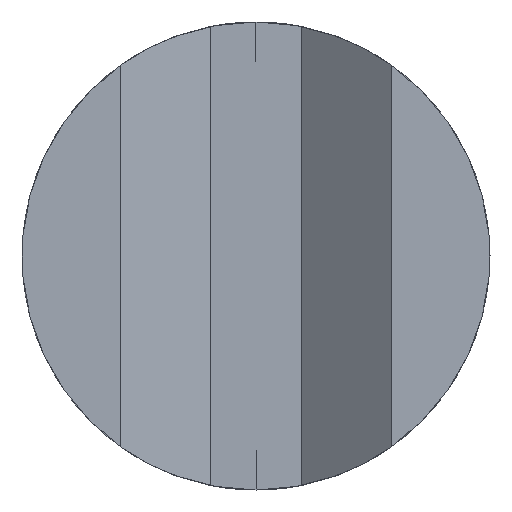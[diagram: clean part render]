
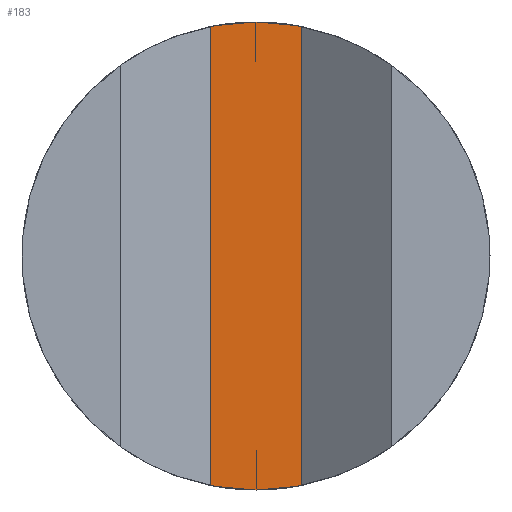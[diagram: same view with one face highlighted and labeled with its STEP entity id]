
A CAD part, left-side view. The second image highlights one B-rep face of the part: STEP entity #183.
In plain terms, the highlighted planar face has unit normal (-1, 0, 0).
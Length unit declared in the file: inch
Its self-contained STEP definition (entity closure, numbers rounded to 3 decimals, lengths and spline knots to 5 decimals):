
#23 = CARTESIAN_POINT ( 'NONE',  ( -0.26, 0.006, 0.03052 ) ) ;
#28 = DIRECTION ( 'NONE',  ( 0., 0., -1. ) ) ;
#49 = EDGE_CURVE ( 'NONE', #146, #363, #519, .T. ) ;
#70 = EDGE_CURVE ( 'NONE', #363, #1077, #1076, .T. ) ;
#79 = ORIENTED_EDGE ( 'NONE', *, *, #134, .F. ) ;
#96 = CARTESIAN_POINT ( 'NONE',  ( -0.26, 0., 0.0311 ) ) ;
#112 = ORIENTED_EDGE ( 'NONE', *, *, #1193, .F. ) ;
#134 = EDGE_CURVE ( 'NONE', #1077, #325, #140, .T. ) ;
#140 = LINE ( 'NONE', #689, #1092 ) ;
#144 = AXIS2_PLACEMENT_3D ( 'NONE', #558, #251, #903 ) ;
#146 = VERTEX_POINT ( 'NONE', #23 ) ;
#169 = CARTESIAN_POINT ( 'NONE',  ( -0.26, 0., 0. ) ) ;
#183 = ADVANCED_FACE ( 'NONE', ( #1194 ), #948, .T. ) ;
#212 = ORIENTED_EDGE ( 'NONE', *, *, #70, .F. ) ;
#231 = CARTESIAN_POINT ( 'NONE',  ( -0.26, 0.006, -0.03052 ) ) ;
#247 = DIRECTION ( 'NONE',  ( 0., 0., -1. ) ) ;
#251 = DIRECTION ( 'NONE',  ( 1., 0., 0. ) ) ;
#260 = DIRECTION ( 'NONE',  ( 0., 0., 1. ) ) ;
#298 = DIRECTION ( 'NONE',  ( 0., 0., 1. ) ) ;
#325 = VERTEX_POINT ( 'NONE', #930 ) ;
#334 = DIRECTION ( 'NONE',  ( 1., 0., 0. ) ) ;
#337 = AXIS2_PLACEMENT_3D ( 'NONE', #1030, #398, #298 ) ;
#348 = CARTESIAN_POINT ( 'NONE',  ( -0.26, 0., 0. ) ) ;
#357 = ORIENTED_EDGE ( 'NONE', *, *, #1124, .T. ) ;
#363 = VERTEX_POINT ( 'NONE', #96 ) ;
#398 = DIRECTION ( 'NONE',  ( -1., 0., 0. ) ) ;
#402 = VERTEX_POINT ( 'NONE', #676 ) ;
#500 = VECTOR ( 'NONE', #247, 39.37008 ) ;
#519 = CIRCLE ( 'NONE', #858, 0.0311 ) ;
#558 = CARTESIAN_POINT ( 'NONE',  ( -0.26, 0., 0. ) ) ;
#561 = EDGE_LOOP ( 'NONE', ( #1159, #79, #212, #655, #357, #112 ) ) ;
#655 = ORIENTED_EDGE ( 'NONE', *, *, #49, .F. ) ;
#676 = CARTESIAN_POINT ( 'NONE',  ( -0.26, 0., -0.0311 ) ) ;
#689 = CARTESIAN_POINT ( 'NONE',  ( -0.26, -0.006, 0.73427 ) ) ;
#739 = EDGE_CURVE ( 'NONE', #325, #402, #748, .T. ) ;
#746 = AXIS2_PLACEMENT_3D ( 'NONE', #878, #334, #966 ) ;
#748 = CIRCLE ( 'NONE', #746, 0.0311 ) ;
#763 = VERTEX_POINT ( 'NONE', #231 ) ;
#776 = AXIS2_PLACEMENT_3D ( 'NONE', #169, #809, #260 ) ;
#809 = DIRECTION ( 'NONE',  ( 1., 0., 0. ) ) ;
#858 = AXIS2_PLACEMENT_3D ( 'NONE', #348, #1073, #1168 ) ;
#878 = CARTESIAN_POINT ( 'NONE',  ( -0.26, 0., 0. ) ) ;
#890 = CARTESIAN_POINT ( 'NONE',  ( -0.26, 0.006, 0.73427 ) ) ;
#903 = DIRECTION ( 'NONE',  ( 0., 0., 1. ) ) ;
#930 = CARTESIAN_POINT ( 'NONE',  ( -0.26, -0.006, -0.03052 ) ) ;
#948 = PLANE ( 'NONE',  #337 ) ;
#952 = LINE ( 'NONE', #890, #500 ) ;
#966 = DIRECTION ( 'NONE',  ( 0., 0., 1. ) ) ;
#1002 = CARTESIAN_POINT ( 'NONE',  ( -0.26, -0.006, 0.03052 ) ) ;
#1030 = CARTESIAN_POINT ( 'NONE',  ( -0.26, 0.006, 0.73427 ) ) ;
#1073 = DIRECTION ( 'NONE',  ( 1., 0., 0. ) ) ;
#1076 = CIRCLE ( 'NONE', #144, 0.0311 ) ;
#1077 = VERTEX_POINT ( 'NONE', #1002 ) ;
#1082 = CIRCLE ( 'NONE', #776, 0.0311 ) ;
#1092 = VECTOR ( 'NONE', #28, 39.37008 ) ;
#1124 = EDGE_CURVE ( 'NONE', #146, #763, #952, .T. ) ;
#1159 = ORIENTED_EDGE ( 'NONE', *, *, #739, .F. ) ;
#1168 = DIRECTION ( 'NONE',  ( 0., 0., 1. ) ) ;
#1193 = EDGE_CURVE ( 'NONE', #402, #763, #1082, .T. ) ;
#1194 = FACE_OUTER_BOUND ( 'NONE', #561, .T. ) ;
